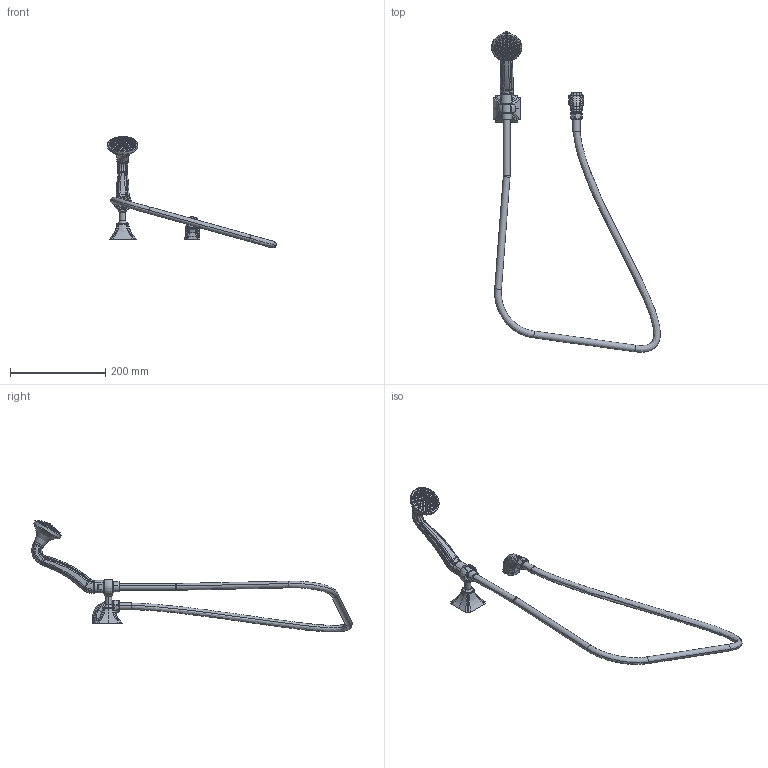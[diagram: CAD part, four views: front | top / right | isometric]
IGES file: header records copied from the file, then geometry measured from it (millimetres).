
Start section:  PTC IGES file: 280k.igs
Global section: file name: 280k.igs; native system: Creo Parametric by PTC Inc.; preprocessor: 2018400; author: jinson.thomas; organization: Unknown; date: 20201210.172215; units: inch
Bounding box: 355.17 x 674.61 x 235.39 mm (x, y, z)
Volume: 458899.2 mm3; surface area: 108178.6 mm2
Topology: 2 solids, 2 shells, 1286 faces, 2872 edges, 1756 vertices
Faces by surface type: bspline 746, revolution 540
